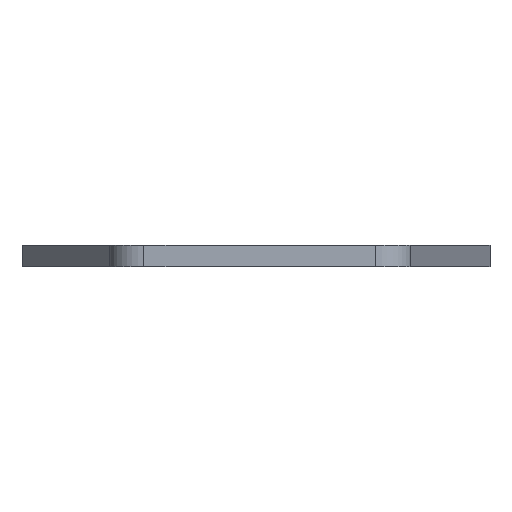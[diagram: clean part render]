
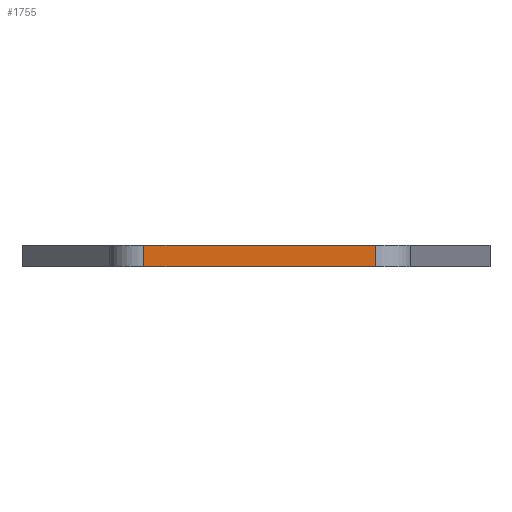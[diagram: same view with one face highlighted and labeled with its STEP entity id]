
A CAD part, left-side view. The second image highlights one B-rep face of the part: STEP entity #1755.
In plain terms, the highlighted planar face has unit normal (-1, 0, 0).
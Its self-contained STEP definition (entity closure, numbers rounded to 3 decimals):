
#53 = EDGE_CURVE ( 'NONE', #524, #1521, #931, .T. ) ;
#118 = EDGE_LOOP ( 'NONE', ( #382, #660, #357, #1190 ) ) ;
#147 = CARTESIAN_POINT ( 'NONE',  ( -75., 13.459, -3. ) ) ;
#156 = EDGE_CURVE ( 'NONE', #384, #1225, #1659, .T. ) ;
#230 = CARTESIAN_POINT ( 'NONE',  ( -75., 17.5, 0. ) ) ;
#277 = CARTESIAN_POINT ( 'NONE',  ( -75., 13.459, 0. ) ) ;
#357 = ORIENTED_EDGE ( 'NONE', *, *, #1445, .T. ) ;
#382 = ORIENTED_EDGE ( 'NONE', *, *, #1900, .F. ) ;
#384 = VERTEX_POINT ( 'NONE', #277 ) ;
#395 = FACE_OUTER_BOUND ( 'NONE', #118, .T. ) ;
#396 = DIRECTION ( 'NONE',  ( 0., -1., 0. ) ) ;
#510 = VECTOR ( 'NONE', #1317, 1000. ) ;
#524 = VERTEX_POINT ( 'NONE', #1518 ) ;
#583 = DIRECTION ( 'NONE',  ( 0., 0., 1. ) ) ;
#660 = ORIENTED_EDGE ( 'NONE', *, *, #156, .T. ) ;
#694 = CARTESIAN_POINT ( 'NONE',  ( -75., 13.459, -3. ) ) ;
#736 = DIRECTION ( 'NONE',  ( -1., 0., 0. ) ) ;
#931 = LINE ( 'NONE', #1435, #1510 ) ;
#937 = VECTOR ( 'NONE', #396, 1000. ) ;
#1067 = CARTESIAN_POINT ( 'NONE',  ( -75., 17.5, -3. ) ) ;
#1190 = ORIENTED_EDGE ( 'NONE', *, *, #53, .T. ) ;
#1225 = VERTEX_POINT ( 'NONE', #694 ) ;
#1311 = VECTOR ( 'NONE', #1860, 1000. ) ;
#1317 = DIRECTION ( 'NONE',  ( 0., -1., 0. ) ) ;
#1327 = LINE ( 'NONE', #2134, #510 ) ;
#1359 = AXIS2_PLACEMENT_3D ( 'NONE', #1067, #736, #583 ) ;
#1417 = PLANE ( 'NONE',  #1359 ) ;
#1435 = CARTESIAN_POINT ( 'NONE',  ( -75., -19.143, -3. ) ) ;
#1445 = EDGE_CURVE ( 'NONE', #1225, #524, #1327, .T. ) ;
#1510 = VECTOR ( 'NONE', #1533, 1000. ) ;
#1518 = CARTESIAN_POINT ( 'NONE',  ( -75., -19.143, -3. ) ) ;
#1521 = VERTEX_POINT ( 'NONE', #2006 ) ;
#1533 = DIRECTION ( 'NONE',  ( 0., 0., 1. ) ) ;
#1659 = LINE ( 'NONE', #147, #1311 ) ;
#1711 = LINE ( 'NONE', #230, #937 ) ;
#1755 = ADVANCED_FACE ( 'NONE', ( #395 ), #1417, .T. ) ;
#1860 = DIRECTION ( 'NONE',  ( 0., 0., -1. ) ) ;
#1900 = EDGE_CURVE ( 'NONE', #384, #1521, #1711, .T. ) ;
#2006 = CARTESIAN_POINT ( 'NONE',  ( -75., -19.143, 0. ) ) ;
#2134 = CARTESIAN_POINT ( 'NONE',  ( -75., 17.5, -3. ) ) ;
